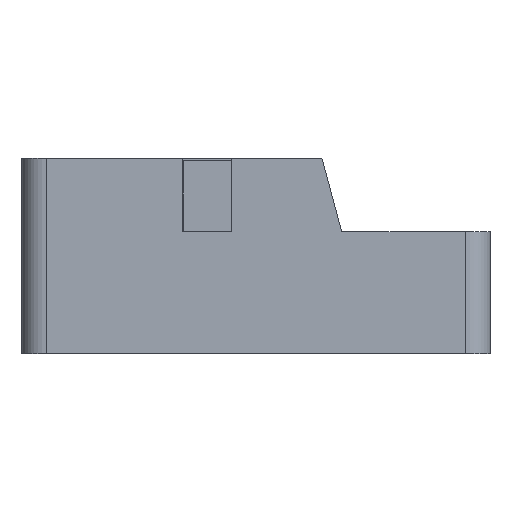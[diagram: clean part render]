
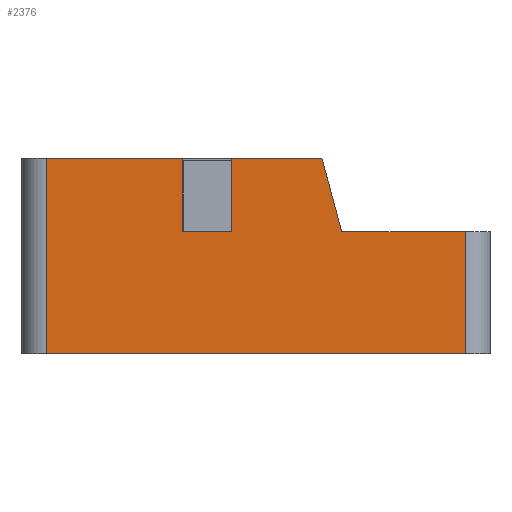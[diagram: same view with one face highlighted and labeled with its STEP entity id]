
A CAD part, front view. The second image highlights one B-rep face of the part: STEP entity #2376.
In plain terms, the highlighted planar face has unit normal (0, -1, 0).
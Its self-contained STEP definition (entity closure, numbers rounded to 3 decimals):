
#160=FACE_OUTER_BOUND('',#298,.T.);
#298=EDGE_LOOP('',(#1898,#1899,#1900,#1901,#1902,#1903,#1904,#1905,#1906,
#1907));
#523=LINE('',#3614,#827);
#531=LINE('',#3630,#835);
#544=LINE('',#3658,#848);
#547=LINE('',#3664,#851);
#548=LINE('',#3666,#852);
#549=LINE('',#3667,#853);
#550=LINE('',#3669,#854);
#551=LINE('',#3671,#855);
#552=LINE('',#3673,#856);
#553=LINE('',#3674,#857);
#827=VECTOR('',#2950,10.);
#835=VECTOR('',#2958,10.);
#848=VECTOR('',#2977,10.);
#851=VECTOR('',#2982,10.);
#852=VECTOR('',#2983,10.);
#853=VECTOR('',#2984,10.);
#854=VECTOR('',#2985,10.);
#855=VECTOR('',#2986,10.);
#856=VECTOR('',#2987,10.);
#857=VECTOR('',#2988,10.);
#1088=VERTEX_POINT('',#3611);
#1089=VERTEX_POINT('',#3613);
#1096=VERTEX_POINT('',#3627);
#1097=VERTEX_POINT('',#3629);
#1109=VERTEX_POINT('',#3657);
#1111=VERTEX_POINT('',#3663);
#1112=VERTEX_POINT('',#3665);
#1113=VERTEX_POINT('',#3668);
#1114=VERTEX_POINT('',#3670);
#1115=VERTEX_POINT('',#3672);
#1365=EDGE_CURVE('',#1089,#1088,#523,.T.);
#1373=EDGE_CURVE('',#1097,#1096,#531,.T.);
#1387=EDGE_CURVE('',#1109,#1097,#544,.T.);
#1390=EDGE_CURVE('',#1111,#1096,#547,.T.);
#1391=EDGE_CURVE('',#1111,#1112,#548,.T.);
#1392=EDGE_CURVE('',#1112,#1089,#549,.T.);
#1393=EDGE_CURVE('',#1088,#1113,#550,.T.);
#1394=EDGE_CURVE('',#1114,#1113,#551,.T.);
#1395=EDGE_CURVE('',#1114,#1115,#552,.T.);
#1396=EDGE_CURVE('',#1115,#1109,#553,.T.);
#1898=ORIENTED_EDGE('',*,*,#1387,.T.);
#1899=ORIENTED_EDGE('',*,*,#1373,.T.);
#1900=ORIENTED_EDGE('',*,*,#1390,.F.);
#1901=ORIENTED_EDGE('',*,*,#1391,.T.);
#1902=ORIENTED_EDGE('',*,*,#1392,.T.);
#1903=ORIENTED_EDGE('',*,*,#1365,.T.);
#1904=ORIENTED_EDGE('',*,*,#1393,.T.);
#1905=ORIENTED_EDGE('',*,*,#1394,.F.);
#1906=ORIENTED_EDGE('',*,*,#1395,.T.);
#1907=ORIENTED_EDGE('',*,*,#1396,.T.);
#2256=PLANE('',#2543);
#2376=ADVANCED_FACE('',(#160),#2256,.F.);
#2543=AXIS2_PLACEMENT_3D('',#3662,#2980,#2981);
#2950=DIRECTION('',(-1.,0.,0.));
#2958=DIRECTION('',(-1.,0.,0.));
#2977=DIRECTION('',(-0.259,0.,0.966));
#2980=DIRECTION('center_axis',(0.,1.,0.));
#2981=DIRECTION('ref_axis',(-1.,0.,0.));
#2982=DIRECTION('',(0.,0.,1.));
#2983=DIRECTION('',(-1.,0.,0.));
#2984=DIRECTION('',(0.,0.,1.));
#2985=DIRECTION('',(0.,0.,-1.));
#2986=DIRECTION('',(-1.,0.,0.));
#2987=DIRECTION('',(0.,0.,1.));
#2988=DIRECTION('',(-1.,0.,0.));
#3611=CARTESIAN_POINT('',(1.,-29.32,8.));
#3613=CARTESIAN_POINT('',(6.56,-29.32,8.));
#3614=CARTESIAN_POINT('',(9.56,-29.32,8.));
#3627=CARTESIAN_POINT('',(8.56,-29.32,8.));
#3629=CARTESIAN_POINT('',(12.256,-29.32,8.));
#3630=CARTESIAN_POINT('',(19.12,-29.32,8.));
#3657=CARTESIAN_POINT('',(13.06,-29.32,5.));
#3658=CARTESIAN_POINT('',(13.687,-29.32,2.66));
#3662=CARTESIAN_POINT('Origin',(19.12,-29.32,0.));
#3663=CARTESIAN_POINT('',(8.56,-29.32,5.));
#3664=CARTESIAN_POINT('',(8.56,-29.32,0.));
#3665=CARTESIAN_POINT('',(6.56,-29.32,5.));
#3666=CARTESIAN_POINT('',(14.34,-29.32,5.));
#3667=CARTESIAN_POINT('',(6.56,-29.32,0.));
#3668=CARTESIAN_POINT('',(1.,-29.32,0.));
#3669=CARTESIAN_POINT('',(1.,-29.32,0.));
#3670=CARTESIAN_POINT('',(18.12,-29.32,0.));
#3671=CARTESIAN_POINT('',(19.12,-29.32,0.));
#3672=CARTESIAN_POINT('',(18.12,-29.32,5.));
#3673=CARTESIAN_POINT('',(18.12,-29.32,0.));
#3674=CARTESIAN_POINT('',(14.34,-29.32,5.));
